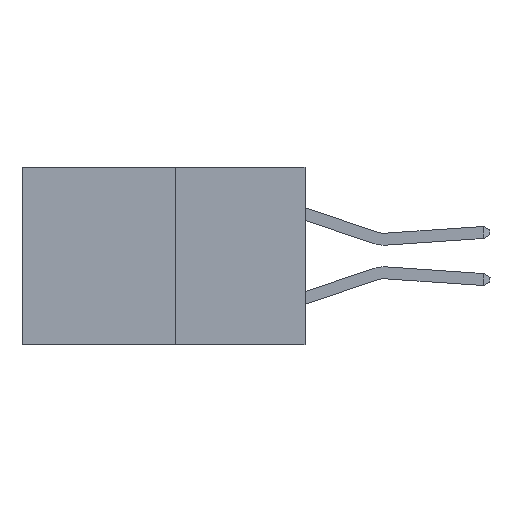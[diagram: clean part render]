
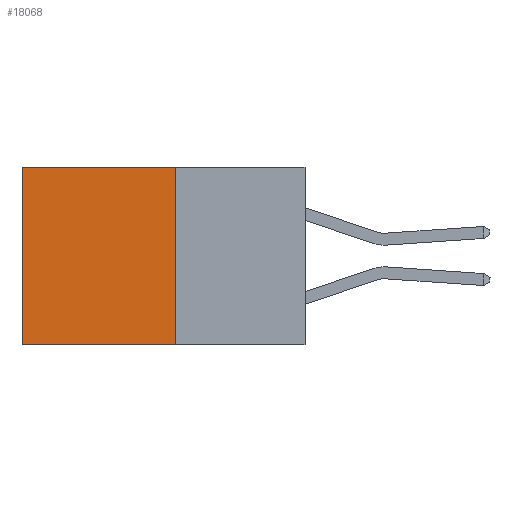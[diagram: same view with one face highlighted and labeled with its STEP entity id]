
A CAD part, left-side view. The second image highlights one B-rep face of the part: STEP entity #18068.
In plain terms, the highlighted planar face has unit normal (-1, 0, 0).
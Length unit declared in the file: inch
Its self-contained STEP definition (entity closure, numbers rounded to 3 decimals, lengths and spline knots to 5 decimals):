
#330 = LINE ( 'NONE', #7427, #26578 ) ;
#1674 = LINE ( 'NONE', #32213, #20447 ) ;
#1928 = LINE ( 'NONE', #32528, #15533 ) ;
#2969 = ORIENTED_EDGE ( 'NONE', *, *, #17985, .T. ) ;
#3108 = LINE ( 'NONE', #11900, #22651 ) ;
#3813 = CARTESIAN_POINT ( 'NONE',  ( 0.277, 0.59, 0. ) ) ;
#5740 = AXIS2_PLACEMENT_3D ( 'NONE', #22790, #7532, #25286 ) ;
#6064 = EDGE_CURVE ( 'NONE', #13958, #19984, #3108, .T. ) ;
#6886 = ORIENTED_EDGE ( 'NONE', *, *, #6064, .F. ) ;
#7427 = CARTESIAN_POINT ( 'NONE',  ( 0.277, 0.59, -0.37 ) ) ;
#7532 = DIRECTION ( 'NONE',  ( 1., 0., 0. ) ) ;
#11900 = CARTESIAN_POINT ( 'NONE',  ( 0.277, 0.27, -0.37 ) ) ;
#11966 = CARTESIAN_POINT ( 'NONE',  ( 0.277, 0.59, -0.37 ) ) ;
#13143 = FACE_OUTER_BOUND ( 'NONE', #16685, .T. ) ;
#13958 = VERTEX_POINT ( 'NONE', #32038 ) ;
#14476 = VERTEX_POINT ( 'NONE', #3813 ) ;
#14934 = DIRECTION ( 'NONE',  ( 0., 1., 0. ) ) ;
#15533 = VECTOR ( 'NONE', #14934, 39.37008 ) ;
#16685 = EDGE_LOOP ( 'NONE', ( #30553, #19796, #6886, #2969 ) ) ;
#17985 = EDGE_CURVE ( 'NONE', #13958, #14476, #1928, .T. ) ;
#18036 = EDGE_CURVE ( 'NONE', #14476, #29611, #330, .T. ) ;
#18068 = ADVANCED_FACE ( 'NONE', ( #13143 ), #30241, .F. ) ;
#19796 = ORIENTED_EDGE ( 'NONE', *, *, #20982, .F. ) ;
#19984 = VERTEX_POINT ( 'NONE', #27506 ) ;
#20447 = VECTOR ( 'NONE', #22247, 39.37008 ) ;
#20982 = EDGE_CURVE ( 'NONE', #19984, #29611, #1674, .T. ) ;
#22247 = DIRECTION ( 'NONE',  ( 0., 1., 0. ) ) ;
#22651 = VECTOR ( 'NONE', #27044, 39.37008 ) ;
#22790 = CARTESIAN_POINT ( 'NONE',  ( 0.277, 0.27, -0.37 ) ) ;
#25286 = DIRECTION ( 'NONE',  ( 0., 0., -1. ) ) ;
#26578 = VECTOR ( 'NONE', #32744, 39.37008 ) ;
#27044 = DIRECTION ( 'NONE',  ( 0., 0., -1. ) ) ;
#27506 = CARTESIAN_POINT ( 'NONE',  ( 0.277, 0.27, -0.37 ) ) ;
#29611 = VERTEX_POINT ( 'NONE', #11966 ) ;
#30241 = PLANE ( 'NONE',  #5740 ) ;
#30553 = ORIENTED_EDGE ( 'NONE', *, *, #18036, .T. ) ;
#32038 = CARTESIAN_POINT ( 'NONE',  ( 0.277, 0.27, 0. ) ) ;
#32213 = CARTESIAN_POINT ( 'NONE',  ( 0.277, 0.27, -0.37 ) ) ;
#32528 = CARTESIAN_POINT ( 'NONE',  ( 0.277, 0.27, 0. ) ) ;
#32744 = DIRECTION ( 'NONE',  ( 0., 0., -1. ) ) ;
